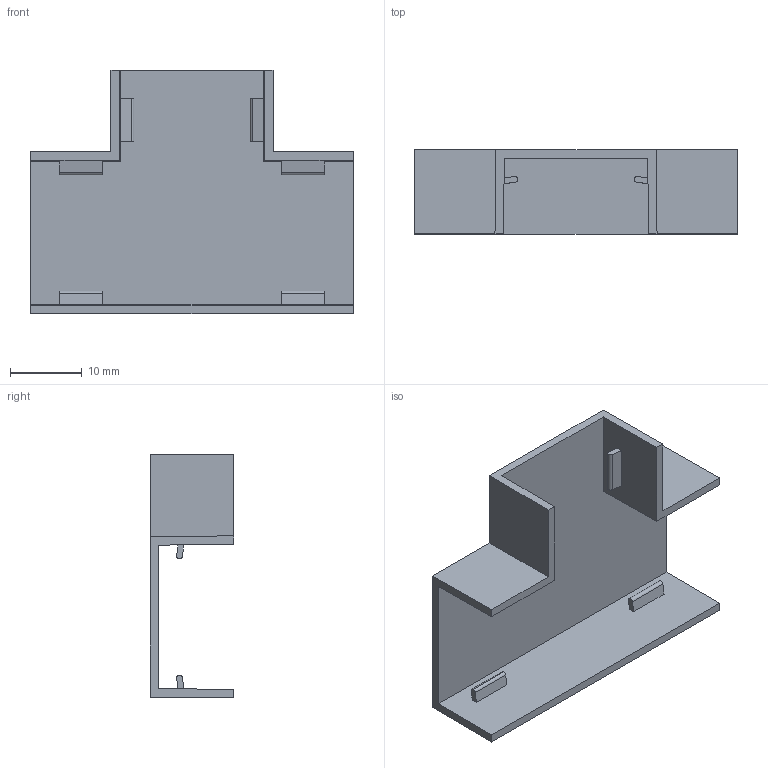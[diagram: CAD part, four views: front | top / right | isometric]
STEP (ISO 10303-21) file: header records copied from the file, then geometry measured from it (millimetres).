
FILE_DESCRIPTION (( 'STEP AP214' ), '1' );
FILE_NAME ('6175684.stp', '2016-10-03T12:23:51', ( '' ), ( '' ), 'SwSTEP 2.0', 'SolidWorks 2016', '' );
FILE_SCHEMA (( 'AUTOMOTIVE_DESIGN' ));
Length unit declared in the file: millimetre
Products named in the file (1): 6175684
Bounding box: 45 x 11.7 x 34 mm (x, y, z)
Volume: 2741.8 mm3; surface area: 4890 mm2
Topology: 1 solids, 1 shells, 51 faces, 129 edges, 86 vertices
Faces by surface type: plane 42, cylinder 9
Entity records: 1555 total; most frequent: CARTESIAN_POINT 267, ORIENTED_EDGE 258, DIRECTION 251, EDGE_CURVE 129, LINE 111, VECTOR 111, VERTEX_POINT 86, AXIS2_PLACEMENT_3D 70
